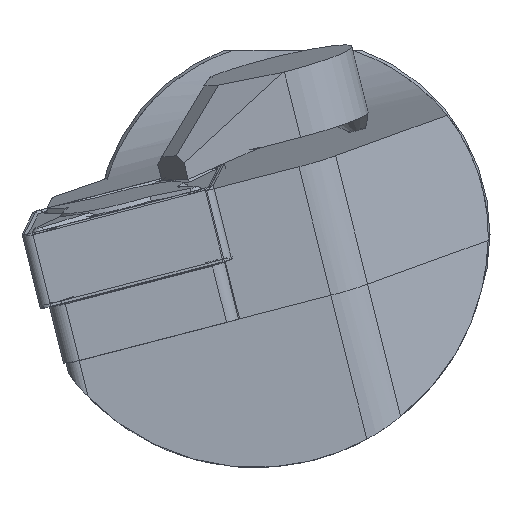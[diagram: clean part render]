
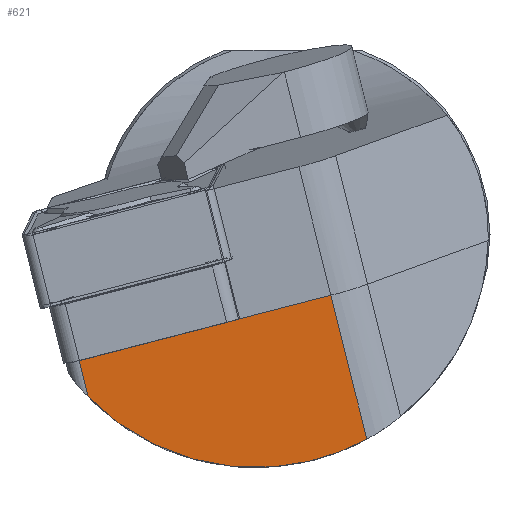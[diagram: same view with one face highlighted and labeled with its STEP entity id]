
A CAD part, left-side view. The second image highlights one B-rep face of the part: STEP entity #621.
In plain terms, the highlighted planar face has unit normal (-0.991, -0.107, -0.081).
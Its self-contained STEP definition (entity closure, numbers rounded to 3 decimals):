
#571=ELLIPSE('',#2579,19.073,18.9);
#621=ADVANCED_FACE('',(#808),#738,.F.);
#738=PLANE('',#2580);
#808=FACE_OUTER_BOUND('',#919,.T.);
#919=EDGE_LOOP('',(#1145,#1146,#1147,#1148,#1149,#1150));
#1145=ORIENTED_EDGE('',*,*,#1938,.F.);
#1146=ORIENTED_EDGE('',*,*,#1914,.T.);
#1147=ORIENTED_EDGE('',*,*,#1939,.T.);
#1148=ORIENTED_EDGE('',*,*,#1940,.F.);
#1149=ORIENTED_EDGE('',*,*,#1941,.T.);
#1150=ORIENTED_EDGE('',*,*,#1942,.T.);
#1717=VERTEX_POINT('',#3353);
#1718=VERTEX_POINT('',#3354);
#1737=VERTEX_POINT('',#3414);
#1738=VERTEX_POINT('',#3416);
#1739=VERTEX_POINT('',#3418);
#1740=VERTEX_POINT('',#3420);
#1914=EDGE_CURVE('',#1717,#1718,#2214,.T.);
#1938=EDGE_CURVE('',#1717,#1737,#2232,.T.);
#1939=EDGE_CURVE('',#1718,#1738,#2233,.T.);
#1940=EDGE_CURVE('',#1739,#1738,#2234,.T.);
#1941=EDGE_CURVE('',#1739,#1740,#571,.T.);
#1942=EDGE_CURVE('',#1740,#1737,#2235,.T.);
#2214=LINE('',#3352,#2392);
#2232=LINE('',#3413,#2410);
#2233=LINE('',#3415,#2411);
#2234=LINE('',#3417,#2412);
#2235=LINE('',#3421,#2413);
#2392=VECTOR('',#2773,1.);
#2410=VECTOR('',#2807,1.);
#2411=VECTOR('',#2808,1.);
#2412=VECTOR('',#2809,1.);
#2413=VECTOR('',#2812,1.);
#2579=AXIS2_PLACEMENT_3D('',#3419,#2810,#2811);
#2580=AXIS2_PLACEMENT_3D('',#3422,#2813,#2814);
#2773=DIRECTION('',(-0.084,0.965,-0.25));
#2807=DIRECTION('',(0.084,-0.965,0.25));
#2808=DIRECTION('',(-0.084,0.965,-0.25));
#2809=DIRECTION('',(-0.105,0.241,0.965));
#2810=DIRECTION('',(-0.991,-0.108,-0.081));
#2811=DIRECTION('',(-0.134,0.793,0.594));
#2812=DIRECTION('',(-0.105,0.241,0.965));
#2813=DIRECTION('',(0.991,0.108,0.081));
#2814=DIRECTION('',(0.108,-0.994,0.));
#3352=CARTESIAN_POINT('',(-197.953,-26.76,-4.927));
#3353=CARTESIAN_POINT('',(-198.608,-19.27,-6.866));
#3354=CARTESIAN_POINT('',(-198.64,-18.904,-6.96));
#3413=CARTESIAN_POINT('',(-197.953,-26.76,-4.927));
#3414=CARTESIAN_POINT('',(-197.953,-26.76,-4.927));
#3415=CARTESIAN_POINT('',(-197.953,-26.76,-4.927));
#3416=CARTESIAN_POINT('',(-199.742,-6.314,-10.219));
#3417=CARTESIAN_POINT('',(-243.676,94.811,395.373));
#3418=CARTESIAN_POINT('',(-199.422,-7.049,-13.168));
#3419=CARTESIAN_POINT('',(-199.017,-20.629,-0.022));
#3420=CARTESIAN_POINT('',(-196.687,-29.674,-16.617));
#3421=CARTESIAN_POINT('',(-241.887,74.366,400.664));
#3422=CARTESIAN_POINT('',(-241.887,74.366,400.664));
